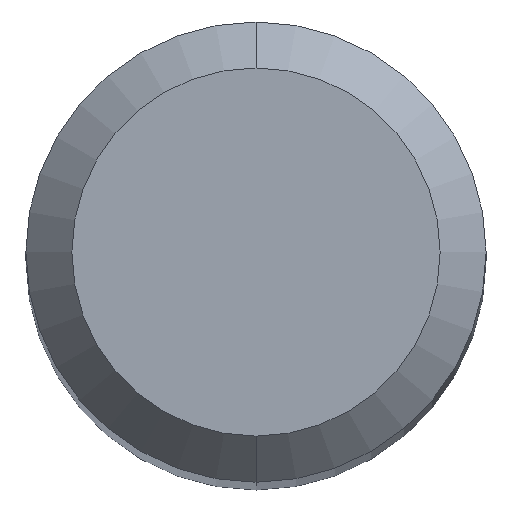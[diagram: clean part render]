
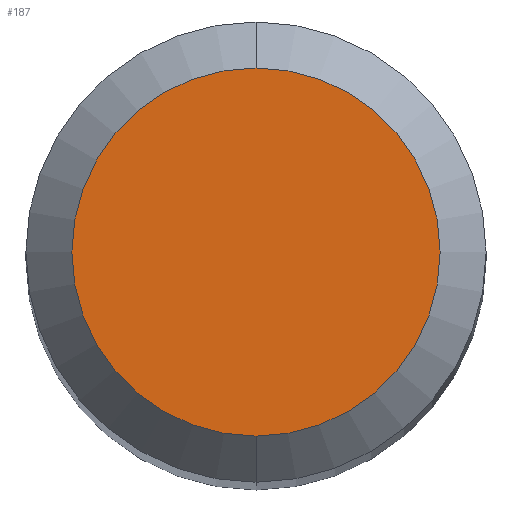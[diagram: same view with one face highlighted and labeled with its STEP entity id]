
A CAD part, top view. The second image highlights one B-rep face of the part: STEP entity #187.
In plain terms, the highlighted planar face has unit normal (0, 0, 1).
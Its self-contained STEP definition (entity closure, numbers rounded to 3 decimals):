
#187=ADVANCED_FACE('',(#494),#495,.T.);
#277=EDGE_CURVE('',#371,#411,#594,.T.);
#311=EDGE_CURVE('',#411,#371,#633,.T.);
#371=VERTEX_POINT('',#697);
#411=VERTEX_POINT('',#743);
#494=FACE_OUTER_BOUND('',#828,.T.);
#495=PLANE('',#829);
#594=CIRCLE('',#983,1.2);
#633=CIRCLE('',#1052,1.2);
#697=CARTESIAN_POINT('',(0.0,1.2,0.0));
#743=CARTESIAN_POINT('',(0.,-1.2,0.0));
#828=EDGE_LOOP('',(#1451,#1452));
#829=AXIS2_PLACEMENT_3D('',#1453,#1454,#1455);
#983=AXIS2_PLACEMENT_3D('',#1570,#1571,#1572);
#1052=AXIS2_PLACEMENT_3D('',#1629,#1630,#1631);
#1451=ORIENTED_EDGE('',*,*,#277,.F.);
#1452=ORIENTED_EDGE('',*,*,#311,.F.);
#1453=CARTESIAN_POINT('',(0.0,0.6,0.0));
#1454=DIRECTION('',(-0.0,0.0,1.0));
#1455=DIRECTION('',(0.0,-1.0,0.0));
#1570=CARTESIAN_POINT('',(0.0,0.0,0.0));
#1571=DIRECTION('',(0.0,0.0,-1.0));
#1572=DIRECTION('',(0.0,1.0,0.0));
#1629=CARTESIAN_POINT('',(0.0,0.0,0.0));
#1630=DIRECTION('',(0.0,0.0,-1.0));
#1631=DIRECTION('',(0.0,1.0,0.0));
